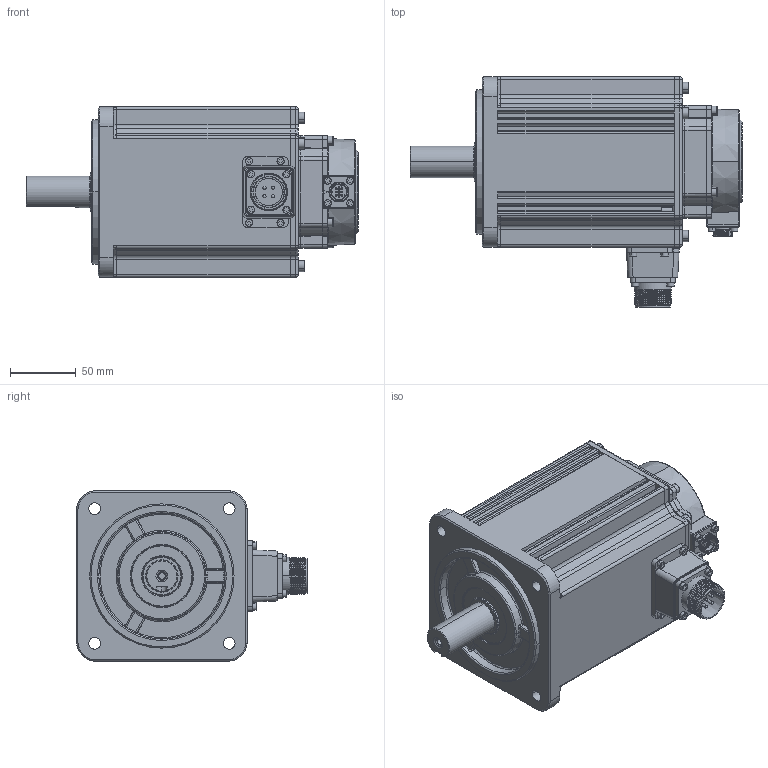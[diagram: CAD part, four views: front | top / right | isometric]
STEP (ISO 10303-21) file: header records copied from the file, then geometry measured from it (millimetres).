
FILE_DESCRIPTION (( 'STEP AP203' ), '1' );
FILE_NAME ('MS6G-130TL15B2-42P3.STEP', '2022-12-13T03:37:28', ( '' ), ( '' ), 'SwSTEP 2.0', 'SolidWorks 2016', '' );
FILE_SCHEMA (( 'CONFIG_CONTROL_DESIGN' ));
Length unit declared in the file: millimetre
Products named in the file (1): MS6G-130TL15B2-42P3
Bounding box: 253 x 175.9 x 130 mm (x, y, z)
Surface area: 177117.7 mm2 (no closed solid volume)
Topology: 0 solids, 79 shells, 1150 faces, 3417 edges, 2304 vertices
Faces by surface type: plane 438, cylinder 402, bspline 112, torus 110, cone 88
Entity records: 54423 total; most frequent: CARTESIAN_POINT 24730, DIRECTION 5991, ORIENTED_EDGE 5972, EDGE_CURVE 3384, VERTEX_POINT 2304, AXIS2_PLACEMENT_3D 2223, LINE 1545, VECTOR 1545
